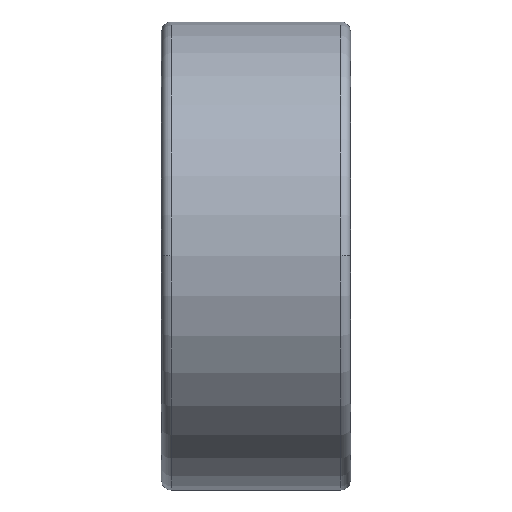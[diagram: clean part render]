
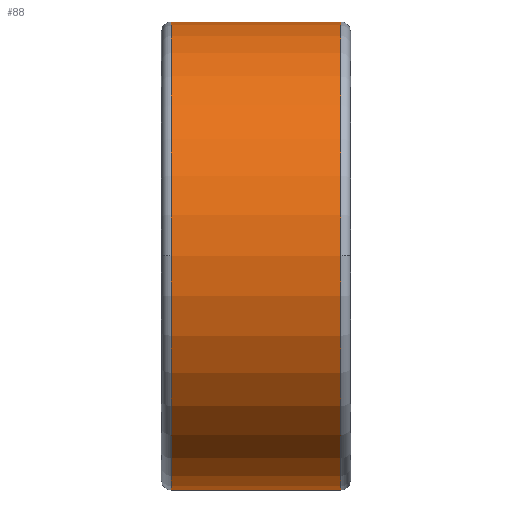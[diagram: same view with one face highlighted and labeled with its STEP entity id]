
A CAD part, top view. The second image highlights one B-rep face of the part: STEP entity #88.
In plain terms, the highlighted cylindrical face has radius 23.5 mm (diameter 47 mm), a partial arc.
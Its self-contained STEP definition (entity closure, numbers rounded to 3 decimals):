
#88=ADVANCED_FACE('',(#251),#252,.T.);
#251=FACE_OUTER_BOUND('',#631,.T.);
#252=CYLINDRICAL_SURFACE('',#632,23.5);
#631=EDGE_LOOP('',(#1025,#1026,#1027,#1028,#1029,#1030));
#632=AXIS2_PLACEMENT_3D('',#1031,#1032,#1033);
#1025=ORIENTED_EDGE('',*,*,#2183,.F.);
#1026=ORIENTED_EDGE('',*,*,#2184,.T.);
#1027=ORIENTED_EDGE('',*,*,#2185,.T.);
#1028=ORIENTED_EDGE('',*,*,#2186,.F.);
#1029=ORIENTED_EDGE('',*,*,#2187,.F.);
#1030=ORIENTED_EDGE('',*,*,#2179,.F.);
#1031=CARTESIAN_POINT('',(9.5,0.0,0.0));
#1032=DIRECTION('',(1.0,0.0,0.0));
#1033=DIRECTION('',(0.0,1.0,0.0));
#2179=EDGE_CURVE('',#2528,#2530,#2531,.T.);
#2183=EDGE_CURVE('',#2537,#2528,#2538,.T.);
#2184=EDGE_CURVE('',#2537,#2539,#2540,.T.);
#2185=EDGE_CURVE('',#2539,#2541,#2542,.T.);
#2186=EDGE_CURVE('',#2543,#2541,#2544,.T.);
#2187=EDGE_CURVE('',#2530,#2543,#2545,.T.);
#2528=VERTEX_POINT('',#3112);
#2530=VERTEX_POINT('',#3114);
#2531=CIRCLE('',#3115,23.5);
#2537=VERTEX_POINT('',#3121);
#2538=LINE('',#3122,#3123);
#2539=VERTEX_POINT('',#3124);
#2540=CIRCLE('',#3125,23.5);
#2541=VERTEX_POINT('',#3126);
#2542=CIRCLE('',#3127,23.5);
#2543=VERTEX_POINT('',#3128);
#2544=LINE('',#3129,#3130);
#2545=CIRCLE('',#3131,23.5);
#3112=CARTESIAN_POINT('',(18.0,23.5,0.0));
#3114=CARTESIAN_POINT('',(18.0,0.,23.5));
#3115=AXIS2_PLACEMENT_3D('',#5371,#5372,#5373);
#3121=CARTESIAN_POINT('',(1.0,23.5,0.0));
#3122=CARTESIAN_POINT('',(9.5,23.5,0.));
#3123=VECTOR('',#5383,1.0);
#3124=CARTESIAN_POINT('',(1.0,0.,23.5));
#3125=AXIS2_PLACEMENT_3D('',#5384,#5385,#5386);
#3126=CARTESIAN_POINT('',(1.0,-23.5,0.));
#3127=AXIS2_PLACEMENT_3D('',#5387,#5388,#5389);
#3128=CARTESIAN_POINT('',(18.0,-23.5,0.));
#3129=CARTESIAN_POINT('',(9.5,-23.5,0.));
#3130=VECTOR('',#5390,1.0);
#3131=AXIS2_PLACEMENT_3D('',#5391,#5392,#5393);
#5371=CARTESIAN_POINT('',(18.0,0.0,0.0));
#5372=DIRECTION('',(1.0,0.0,0.0));
#5373=DIRECTION('',(0.0,1.0,0.0));
#5383=DIRECTION('',(1.0,0.0,0.0));
#5384=CARTESIAN_POINT('',(1.0,0.0,0.0));
#5385=DIRECTION('',(1.0,0.0,0.0));
#5386=DIRECTION('',(0.0,1.0,0.0));
#5387=CARTESIAN_POINT('',(1.0,0.0,0.0));
#5388=DIRECTION('',(1.0,0.0,0.0));
#5389=DIRECTION('',(0.0,1.0,0.0));
#5390=DIRECTION('',(-1.0,-0.0,-0.0));
#5391=CARTESIAN_POINT('',(18.0,0.0,0.0));
#5392=DIRECTION('',(1.0,0.0,0.0));
#5393=DIRECTION('',(0.0,1.0,0.0));
